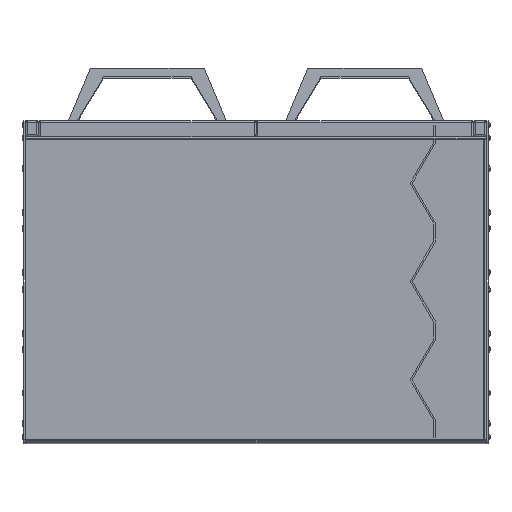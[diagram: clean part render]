
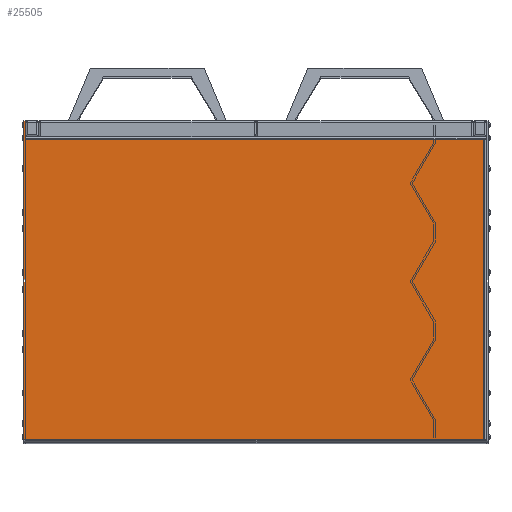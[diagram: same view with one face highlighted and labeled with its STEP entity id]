
A CAD part, top view. The second image highlights one B-rep face of the part: STEP entity #25505.
In plain terms, the highlighted planar face has unit normal (0, 0, 1).
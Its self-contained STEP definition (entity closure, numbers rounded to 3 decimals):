
#2628 = VERTEX_POINT ( 'NONE', #10387 ) ;
#2685 = EDGE_CURVE ( 'NONE', #2628, #2686, #10466, .T. ) ;
#2686 = VERTEX_POINT ( 'NONE', #10462 ) ;
#5912 = VERTEX_POINT ( 'NONE', #16723 ) ;
#5977 = EDGE_CURVE ( 'NONE', #5978, #5912, #16817, .T. ) ;
#5978 = VERTEX_POINT ( 'NONE', #16813 ) ;
#7907 = VERTEX_POINT ( 'NONE', #17483 ) ;
#10387 = CARTESIAN_POINT ( 'NONE',  ( -263., 367., 483.5 ) ) ;
#10462 = CARTESIAN_POINT ( 'NONE',  ( -263., 346., 483.5 ) ) ;
#10463 = DIRECTION ( 'NONE',  ( 0., -1., 0. ) ) ;
#10464 = VECTOR ( 'NONE', #10463, 1000. ) ;
#10465 = CARTESIAN_POINT ( 'NONE',  ( -263., 3., 483.5 ) ) ;
#10466 = LINE ( 'NONE', #10465, #10464 ) ;
#16723 = CARTESIAN_POINT ( 'NONE',  ( 260., 3., 483.5 ) ) ;
#16813 = CARTESIAN_POINT ( 'NONE',  ( -265., 3., 483.5 ) ) ;
#16814 = DIRECTION ( 'NONE',  ( 1., 0., 0. ) ) ;
#16815 = VECTOR ( 'NONE', #16814, 1000. ) ;
#16816 = CARTESIAN_POINT ( 'NONE',  ( -1299.301, 3., 483.5 ) ) ;
#16817 = LINE ( 'NONE', #16816, #16815 ) ;
#17483 = CARTESIAN_POINT ( 'NONE',  ( -263.5, 183.5, 483.5 ) ) ;
#21918 = ORIENTED_EDGE ( 'NONE', *, *, #25691, .F. ) ;
#23012 = FACE_OUTER_BOUND ( 'NONE', #25503, .T. ) ;
#23070 = DIRECTION ( 'NONE',  ( 0., 1., 0. ) ) ;
#23071 = DIRECTION ( 'NONE',  ( 0., 0., -1. ) ) ;
#23072 = CARTESIAN_POINT ( 'NONE',  ( -1299.301, 3., 483.5 ) ) ;
#23073 = AXIS2_PLACEMENT_3D ( 'NONE', #23072, #23071, #23070 ) ;
#23074 = PLANE ( 'NONE',  #23073 ) ;
#23275 = DIRECTION ( 'NONE',  ( -1., 0., 0. ) ) ;
#23276 = VECTOR ( 'NONE', #23275, 1000. ) ;
#23277 = CARTESIAN_POINT ( 'NONE',  ( 265., 346., 483.5 ) ) ;
#23278 = LINE ( 'NONE', #23277, #23276 ) ;
#23308 = DIRECTION ( 'NONE',  ( -1., 0., 0. ) ) ;
#23309 = VECTOR ( 'NONE', #23308, 1000. ) ;
#23310 = CARTESIAN_POINT ( 'NONE',  ( -237.821, 183.5, 483.5 ) ) ;
#23311 = LINE ( 'NONE', #23310, #23309 ) ;
#23312 = DIRECTION ( 'NONE',  ( 0., 1., 0. ) ) ;
#23313 = VECTOR ( 'NONE', #23312, 1000. ) ;
#23314 = CARTESIAN_POINT ( 'NONE',  ( 260., 3., 483.5 ) ) ;
#23315 = LINE ( 'NONE', #23314, #23313 ) ;
#23327 = CARTESIAN_POINT ( 'NONE',  ( 260., 346., 483.5 ) ) ;
#23367 = DIRECTION ( 'NONE',  ( 0., 1., 0. ) ) ;
#23368 = VECTOR ( 'NONE', #23367, 1000. ) ;
#23369 = CARTESIAN_POINT ( 'NONE',  ( -263.5, 186.5, 483.5 ) ) ;
#23370 = LINE ( 'NONE', #23369, #23368 ) ;
#23373 = CARTESIAN_POINT ( 'NONE',  ( -263.5, 186.5, 483.5 ) ) ;
#23532 = CARTESIAN_POINT ( 'NONE',  ( -265., 186.5, 483.5 ) ) ;
#23533 = DIRECTION ( 'NONE',  ( 0., -1., 0. ) ) ;
#23534 = VECTOR ( 'NONE', #23533, 1000. ) ;
#23535 = CARTESIAN_POINT ( 'NONE',  ( -265., 3., 483.5 ) ) ;
#23536 = LINE ( 'NONE', #23535, #23534 ) ;
#23545 = CARTESIAN_POINT ( 'NONE',  ( -265., 367., 483.5 ) ) ;
#23554 = DIRECTION ( 'NONE',  ( 0., -1., 0. ) ) ;
#23555 = VECTOR ( 'NONE', #23554, 1000. ) ;
#23556 = CARTESIAN_POINT ( 'NONE',  ( -265., 3., 483.5 ) ) ;
#23557 = LINE ( 'NONE', #23556, #23555 ) ;
#23558 = CARTESIAN_POINT ( 'NONE',  ( -265., 183.5, 483.5 ) ) ;
#23640 = DIRECTION ( 'NONE',  ( 1., 0., 0. ) ) ;
#23641 = VECTOR ( 'NONE', #23640, 1000. ) ;
#23642 = CARTESIAN_POINT ( 'NONE',  ( -1299.301, 367., 483.5 ) ) ;
#23643 = LINE ( 'NONE', #23642, #23641 ) ;
#23656 = DIRECTION ( 'NONE',  ( -1., 0., 0. ) ) ;
#23657 = VECTOR ( 'NONE', #23656, 1000. ) ;
#23658 = CARTESIAN_POINT ( 'NONE',  ( -237.821, 186.5, 483.5 ) ) ;
#23662 = LINE ( 'NONE', #23658, #23657 ) ;
#25503 = EDGE_LOOP ( 'NONE', ( #21918, #25685, #25672, #25678, #25680, #25676, #25665, #25906, #25898, #25899 ) ) ;
#25505 = ADVANCED_FACE ( 'NONE', ( #23012 ), #23074, .F. ) ;
#25661 = EDGE_CURVE ( 'NONE', #25673, #2686, #23278, .T. ) ;
#25665 = ORIENTED_EDGE ( 'NONE', *, *, #2685, .F. ) ;
#25672 = ORIENTED_EDGE ( 'NONE', *, *, #25833, .T. ) ;
#25673 = VERTEX_POINT ( 'NONE', #23327 ) ;
#25676 = ORIENTED_EDGE ( 'NONE', *, *, #25661, .T. ) ;
#25678 = ORIENTED_EDGE ( 'NONE', *, *, #5977, .T. ) ;
#25680 = ORIENTED_EDGE ( 'NONE', *, *, #25683, .T. ) ;
#25683 = EDGE_CURVE ( 'NONE', #5912, #25673, #23315, .T. ) ;
#25684 = EDGE_CURVE ( 'NONE', #7907, #25832, #23311, .T. ) ;
#25685 = ORIENTED_EDGE ( 'NONE', *, *, #25684, .T. ) ;
#25687 = VERTEX_POINT ( 'NONE', #23373 ) ;
#25691 = EDGE_CURVE ( 'NONE', #7907, #25687, #23370, .T. ) ;
#25832 = VERTEX_POINT ( 'NONE', #23558 ) ;
#25833 = EDGE_CURVE ( 'NONE', #25832, #5978, #23557, .T. ) ;
#25844 = VERTEX_POINT ( 'NONE', #23545 ) ;
#25849 = EDGE_CURVE ( 'NONE', #25844, #25850, #23536, .T. ) ;
#25850 = VERTEX_POINT ( 'NONE', #23532 ) ;
#25898 = ORIENTED_EDGE ( 'NONE', *, *, #25849, .T. ) ;
#25899 = ORIENTED_EDGE ( 'NONE', *, *, #25904, .F. ) ;
#25904 = EDGE_CURVE ( 'NONE', #25687, #25850, #23662, .T. ) ;
#25906 = ORIENTED_EDGE ( 'NONE', *, *, #25910, .F. ) ;
#25910 = EDGE_CURVE ( 'NONE', #25844, #2628, #23643, .T. ) ;
